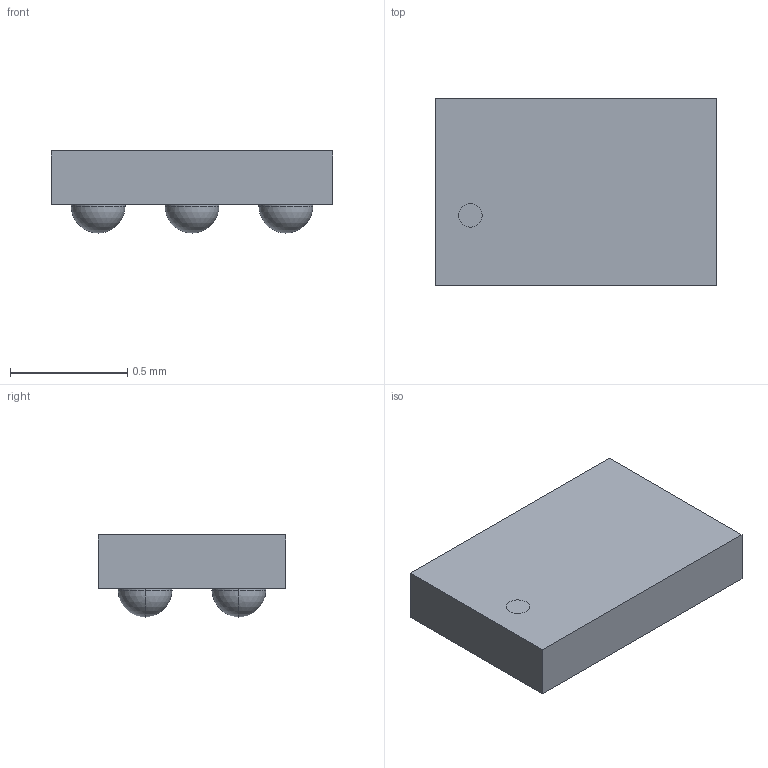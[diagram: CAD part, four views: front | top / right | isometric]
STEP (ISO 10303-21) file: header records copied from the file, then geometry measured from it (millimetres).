
FILE_DESCRIPTION (( 'STEP AP214' ), '1' );
FILE_NAME ('WCSP6G.STEP', '2023-03-24T14:16:49', ( '' ), ( '' ), 'SwSTEP 2.0', 'SolidWorks 2021', '' );
FILE_SCHEMA (( 'AUTOMOTIVE_DESIGN' ));
Length unit declared in the file: millimetre
Products named in the file (1): WCSP6G
Bounding box: 1.2 x 0.8 x 0.35 mm (x, y, z)
Volume: 0.2 mm3; surface area: 3.6 mm2
Topology: 7 solids, 7 shells, 37 faces, 86 edges, 52 vertices
Faces by surface type: sphere 24, plane 13
Entity records: 1042 total; most frequent: DIRECTION 200, CARTESIAN_POINT 152, ORIENTED_EDGE 136, AXIS2_PLACEMENT_3D 94, EDGE_CURVE 68, CIRCLE 56, VERTEX_POINT 46, EDGE_LOOP 38
